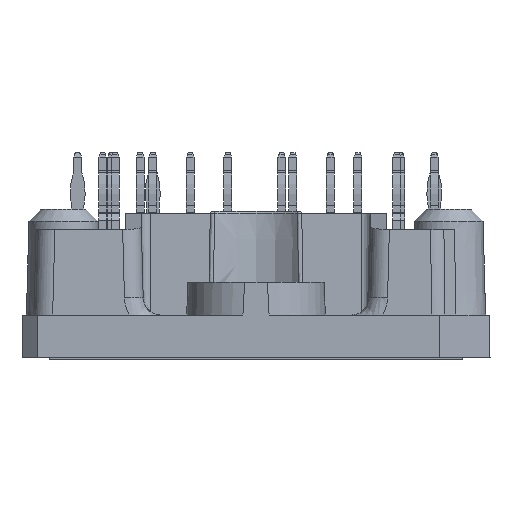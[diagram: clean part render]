
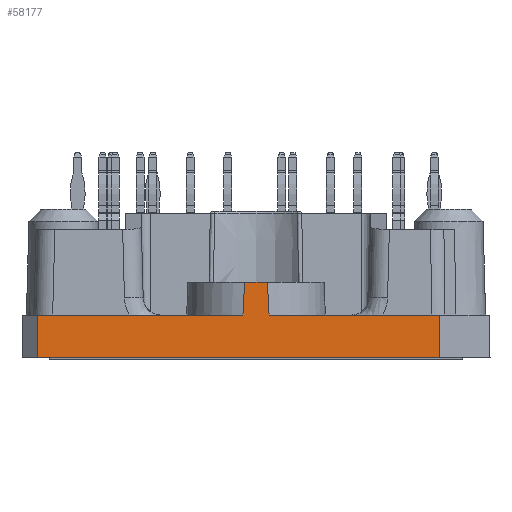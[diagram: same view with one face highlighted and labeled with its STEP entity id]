
A CAD part, left-side view. The second image highlights one B-rep face of the part: STEP entity #58177.
In plain terms, the highlighted planar face has unit normal (-1, 0, 0.018).
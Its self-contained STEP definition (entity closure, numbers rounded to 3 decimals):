
#528=B_SPLINE_CURVE_WITH_KNOTS('',3,(#83895,#83896,#83897,#83898),
 .UNSPECIFIED.,.F.,.F.,(4,4),(0.,0.003),.UNSPECIFIED.);
#535=B_SPLINE_CURVE_WITH_KNOTS('',3,(#84006,#84007,#84008,#84009),
 .UNSPECIFIED.,.F.,.F.,(4,4),(0.,0.003),.UNSPECIFIED.);
#9747=ORIENTED_EDGE('',*,*,#18526,.F.);
#9748=ORIENTED_EDGE('',*,*,#18527,.T.);
#9749=ORIENTED_EDGE('',*,*,#17911,.T.);
#9750=ORIENTED_EDGE('',*,*,#18480,.T.);
#9751=ORIENTED_EDGE('',*,*,#18528,.F.);
#9752=ORIENTED_EDGE('',*,*,#18481,.T.);
#9753=ORIENTED_EDGE('',*,*,#17892,.T.);
#9754=ORIENTED_EDGE('',*,*,#18525,.F.);
#17892=EDGE_CURVE('',#22937,#22938,#26768,.F.);
#17911=EDGE_CURVE('',#22954,#22953,#26777,.F.);
#18480=EDGE_CURVE('',#22953,#23409,#27249,.F.);
#18481=EDGE_CURVE('',#23410,#22937,#528,.T.);
#18525=EDGE_CURVE('',#23438,#22938,#535,.T.);
#18526=EDGE_CURVE('',#23439,#23438,#27272,.F.);
#18527=EDGE_CURVE('',#23439,#22954,#27273,.F.);
#18528=EDGE_CURVE('',#23410,#23409,#27274,.F.);
#22937=VERTEX_POINT('',#82583);
#22938=VERTEX_POINT('',#82585);
#22953=VERTEX_POINT('',#82660);
#22954=VERTEX_POINT('',#82662);
#23409=VERTEX_POINT('',#83892);
#23410=VERTEX_POINT('',#83899);
#23438=VERTEX_POINT('',#84005);
#23439=VERTEX_POINT('',#84012);
#26768=LINE('',#82586,#31048);
#26777=LINE('',#82661,#31057);
#27249=LINE('',#83893,#31529);
#27272=LINE('',#84011,#31552);
#27273=LINE('',#84013,#31553);
#27274=LINE('',#84014,#31554);
#31048=VECTOR('',#69772,1000.);
#31057=VECTOR('',#69801,1000.);
#31529=VECTOR('',#70799,1000.);
#31552=VECTOR('',#70886,1000.);
#31553=VECTOR('',#70887,1000.);
#31554=VECTOR('',#70888,1000.);
#34702=EDGE_LOOP('',(#9747,#9748,#9749,#9750,#9751,#9752,#9753,#9754));
#37330=FACE_BOUND('',#34702,.T.);
#39341=PLANE('',#61747);
#58177=ADVANCED_FACE('',(#37330),#39341,.T.);
#61747=AXIS2_PLACEMENT_3D('',#84010,#70884,#70885);
#69772=DIRECTION('',(0.,-1.,0.));
#69801=DIRECTION('',(0.,1.,0.));
#70799=DIRECTION('',(-0.017,-0.007,-1.));
#70884=DIRECTION('',(-1.,0.,0.017));
#70885=DIRECTION('',(0.017,0.,1.));
#70886=DIRECTION('',(0.,1.,0.));
#70887=DIRECTION('',(0.017,-0.017,1.));
#70888=DIRECTION('',(0.,1.,0.));
#82583=CARTESIAN_POINT('',(-40.895,-0.913,6.));
#82585=CARTESIAN_POINT('',(-40.895,0.913,6.));
#82586=CARTESIAN_POINT('',(-40.895,0.,6.));
#82660=CARTESIAN_POINT('',(-41.,-14.7,0.));
#82661=CARTESIAN_POINT('',(-41.,0.,0.));
#82662=CARTESIAN_POINT('',(-41.,17.49,0.));
#83892=CARTESIAN_POINT('',(-40.941,-14.675,3.4));
#83893=CARTESIAN_POINT('',(-40.998,-14.699,0.134));
#83895=CARTESIAN_POINT('',(-40.941,-1.044,3.4));
#83896=CARTESIAN_POINT('',(-40.926,-1.003,4.267));
#83897=CARTESIAN_POINT('',(-40.91,-0.959,5.133));
#83898=CARTESIAN_POINT('',(-40.895,-0.913,6.));
#83899=CARTESIAN_POINT('',(-40.941,-1.044,3.4));
#84005=CARTESIAN_POINT('',(-40.941,1.044,3.4));
#84006=CARTESIAN_POINT('',(-40.941,1.044,3.4));
#84007=CARTESIAN_POINT('',(-40.926,1.003,4.267));
#84008=CARTESIAN_POINT('',(-40.91,0.959,5.133));
#84009=CARTESIAN_POINT('',(-40.895,0.913,6.));
#84010=CARTESIAN_POINT('',(-41.,0.,0.));
#84011=CARTESIAN_POINT('',(-40.941,0.,3.4));
#84012=CARTESIAN_POINT('',(-40.941,17.43,3.4));
#84013=CARTESIAN_POINT('',(-40.995,17.484,0.305));
#84014=CARTESIAN_POINT('',(-40.941,0.,3.4));
